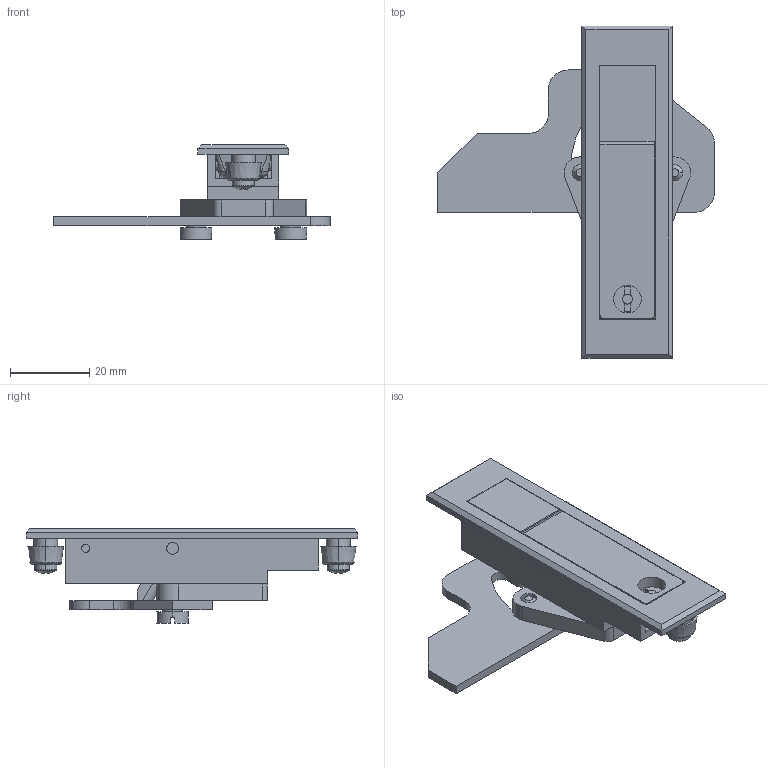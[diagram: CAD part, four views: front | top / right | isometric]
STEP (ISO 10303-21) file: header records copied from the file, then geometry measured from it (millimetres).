
FILE_DESCRIPTION (( 'STEP AP203' ), '1' );
FILE_NAME ('sone3D.STEP', '2013-09-17T02:40:28', ( '' ), ( '' ), 'SwSTEP 2.0', 'SolidWorks 2012', '' );
FILE_SCHEMA (( 'CONFIG_CONTROL_DESIGN' ));
Length unit declared in the file: millimetre
Products named in the file (12): A-150-3取付ねじ_; A-150-3ベース_; A-150-3ピン(B)_; A-150-3ピン(A)_; A-150-3僴儞僪儖(B)_; A-150-3ハンドル_; A-150-3本体_; sone3D; 廫帤寠晅側傋偹偠M3_M3亊5; 廫帤寠晅嶮偹偠M3_M3亊L6; A-150-3止め金_; A-150-3特殊座金_
Assembly tree (16 placements, depth 2):
  sone3D
    A-150-3本体_
    A-150-3ハンドル_
    A-150-3僴儞僪儖(B)_
    A-150-3ピン(A)_
    A-150-3ピン(B)_
    A-150-3ベース_
    A-150-3取付ねじ_  x2
    A-150-3特殊座金_  x2
    A-150-3止め金_
    廫帤寠晅嶮偹偠M3_M3亊L6  x3
    廫帤寠晅側傋偹偠M3_M3亊5  x2
Bounding box: 70 x 84 x 24 mm (x, y, z)
Volume: 18155.8 mm3; surface area: 18420.8 mm2
Topology: 16 solids, 16 shells, 456 faces, 1123 edges, 712 vertices
Faces by surface type: plane 228, cylinder 138, cone 58, bspline 18, torus 10, sphere 4
Entity records: 14293 total; most frequent: CARTESIAN_POINT 4764, DIRECTION 1728, ORIENTED_EDGE 1666, EDGE_CURVE 833, AXIS2_PLACEMENT_3D 634, VERTEX_POINT 534, LINE 460, VECTOR 460
